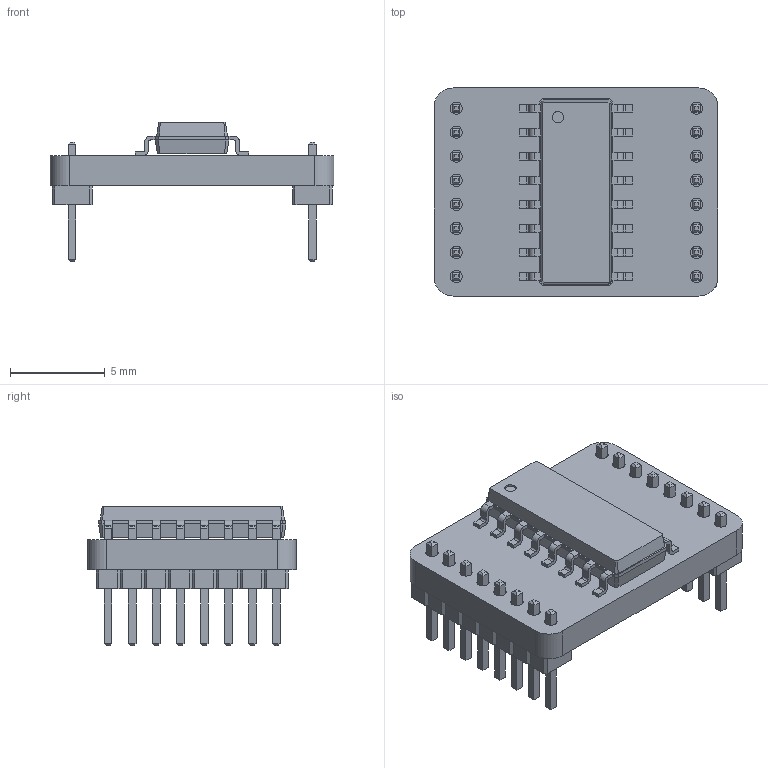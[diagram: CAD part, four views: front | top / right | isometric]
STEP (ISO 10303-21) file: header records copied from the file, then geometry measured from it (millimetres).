
FILE_DESCRIPTION(('FreeCAD Model'),'2;1');
FILE_NAME('PT2399_Mez.step','2018-05-01T03:18:58',('kicad StepUp'),('ksu MCAD'), 'Open CASCADE STEP processor 6.8','FreeCAD','Unknown');
FILE_SCHEMA(('AUTOMOTIVE_DESIGN_CC2 { 1 2 10303 214 -1 1 5 4 }'));
Length unit declared in the file: millimetre
Products named in the file (5): ASSEMBLY; Pcb; SOIC_16_39x99mm_P127mm_; PinHeader_1x08_P127mm_Vertical_; PinHeader_1x08_P127mm_Vertical_001
Assembly tree (4 placements, depth 2):
  ASSEMBLY
    Pcb
    SOIC_16_39x99mm_P127mm_
    PinHeader_1x08_P127mm_Vertical_
    PinHeader_1x08_P127mm_Vertical_001
Bounding box: 15 x 11 x 7.35 mm (x, y, z)
Volume: 371.8 mm3; surface area: 867.1 mm2
Topology: 4 solids, 4 shells, 694 faces, 1743 edges, 1090 vertices
Faces by surface type: plane 569, cylinder 85, bspline 40
Full cylindrical faces by diameter (mm): 0.6 x1, 0.65 x16
Entity records: 24994 total; most frequent: CARTESIAN_POINT 3684, ORIENTED_EDGE 3486, DIRECTION 3199, EDGE_CURVE 1743, LINE 1541, VECTOR 1541, VERTEX_POINT 1090, AXIS2_PLACEMENT_3D 829
